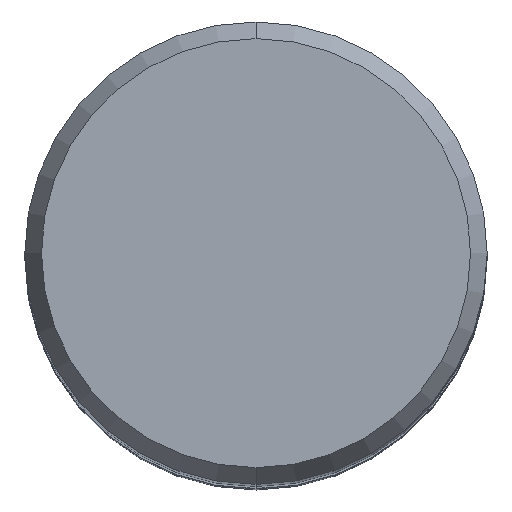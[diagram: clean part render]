
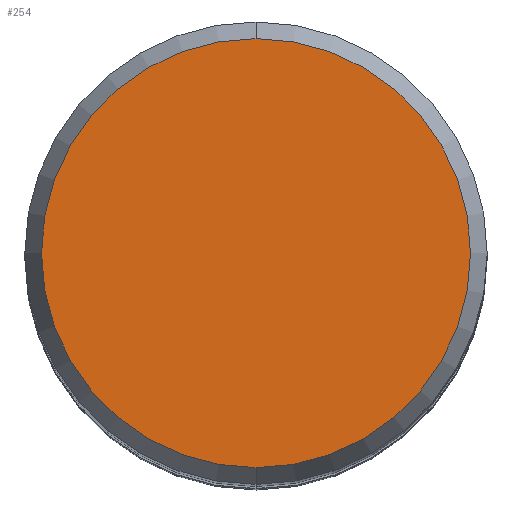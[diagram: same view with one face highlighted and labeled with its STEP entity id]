
A CAD part, top view. The second image highlights one B-rep face of the part: STEP entity #254.
In plain terms, the highlighted planar face has unit normal (0, 0, 1).
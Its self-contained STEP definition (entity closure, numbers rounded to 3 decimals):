
#214=VERTEX_POINT('',#533);
#254=ADVANCED_FACE('',(#578),#579,.T.);
#298=EDGE_CURVE('',#338,#214,#627,.T.);
#338=VERTEX_POINT('',#667);
#430=EDGE_CURVE('',#214,#338,#769,.T.);
#533=CARTESIAN_POINT('',(0.0,8.837,0.));
#578=FACE_OUTER_BOUND('',#1042,.T.);
#579=PLANE('',#1043);
#627=CIRCLE('',#1144,8.837);
#667=CARTESIAN_POINT('',(0.,-8.837,0.));
#769=CIRCLE('',#1541,8.837);
#1042=EDGE_LOOP('',(#1704,#1705));
#1043=AXIS2_PLACEMENT_3D('',#1706,#1707,#1708);
#1144=AXIS2_PLACEMENT_3D('',#1763,#1764,#1765);
#1541=AXIS2_PLACEMENT_3D('',#1890,#1891,#1892);
#1704=ORIENTED_EDGE('',*,*,#430,.F.);
#1705=ORIENTED_EDGE('',*,*,#298,.F.);
#1706=CARTESIAN_POINT('',(0.0,4.419,0.));
#1707=DIRECTION('',(-0.0,0.0,1.0));
#1708=DIRECTION('',(0.0,-1.0,0.0));
#1763=CARTESIAN_POINT('',(0.0,0.0,0.));
#1764=DIRECTION('',(0.0,0.0,-1.0));
#1765=DIRECTION('',(0.0,1.0,0.0));
#1890=CARTESIAN_POINT('',(0.0,0.0,0.));
#1891=DIRECTION('',(0.0,0.0,-1.0));
#1892=DIRECTION('',(0.0,1.0,0.0));
